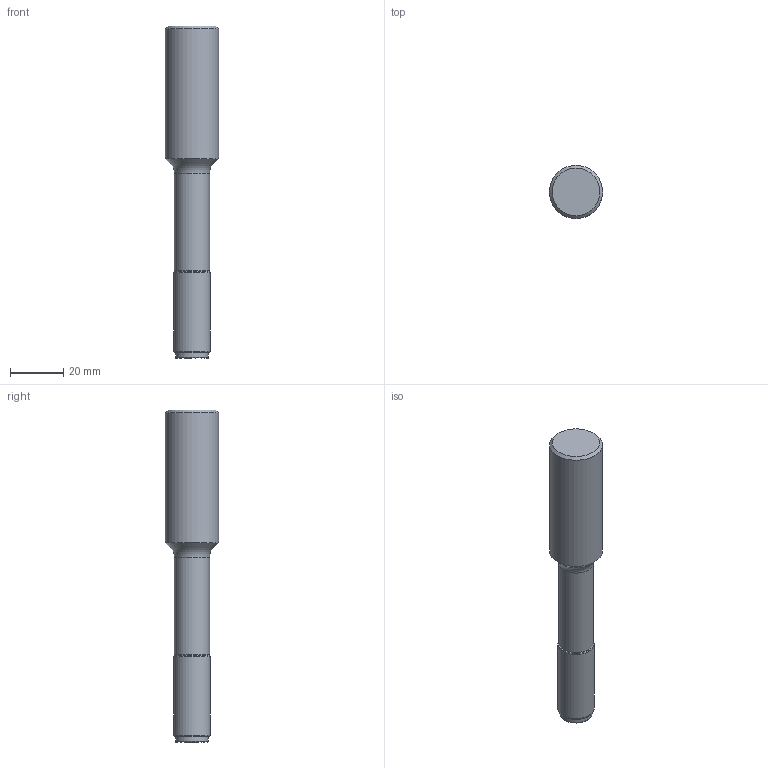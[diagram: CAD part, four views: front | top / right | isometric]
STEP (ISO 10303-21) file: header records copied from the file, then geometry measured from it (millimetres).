
FILE_DESCRIPTION(/* description */ (''),/* implementation_level */ '2;1');
FILE_NAME(/* name */ 'PMX08-08200-20N1.stp',/* time_stamp */ '2018-03-16T14:54:17+05:00',/* author */ (''),/* organization */ (''),/* preprocessor_version */ 'ST-DEVELOPER v16',/* originating_system */ 'SIEMENS PLM Software NX 11.0',/* authorisation */ '');
FILE_SCHEMA (('AUTOMOTIVE_DESIGN { 1 0 10303 214 3 1 1 1 }'));
Length unit declared in the file: millimetre
Products named in the file (1): inpuDA90u8ht
Bounding box: 20 x 20 x 125 mm (x, y, z)
Volume: 25788.9 mm3; surface area: 7815.6 mm2
Topology: 2 solids, 2 shells, 20 faces, 32 edges, 19 vertices
Faces by surface type: plane 7, cylinder 6, cone 5, revolution 1, torus 1
Full cylindrical faces by diameter (mm): 8 x1, 12.35 x1, 12.414 x1, 13.2 x1, 13.65 x1, 20 x1
Entity records: 455 total; most frequent: DIRECTION 81, CARTESIAN_POINT 70, AXIS2_PLACEMENT_3D 40, EDGE_LOOP 36, ORIENTED_EDGE 36, FACE_BOUND 32, ADVANCED_FACE 20, VERTEX_POINT 18
